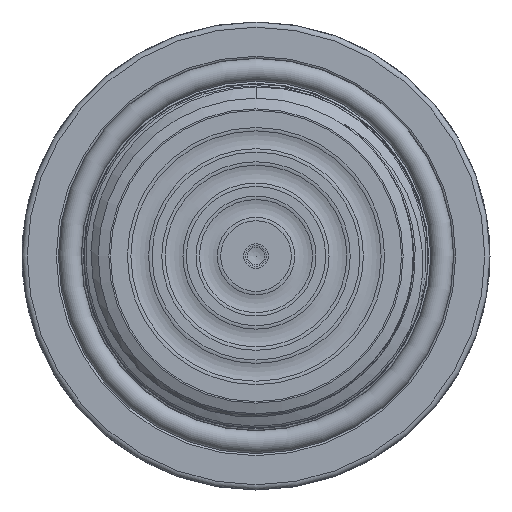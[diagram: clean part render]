
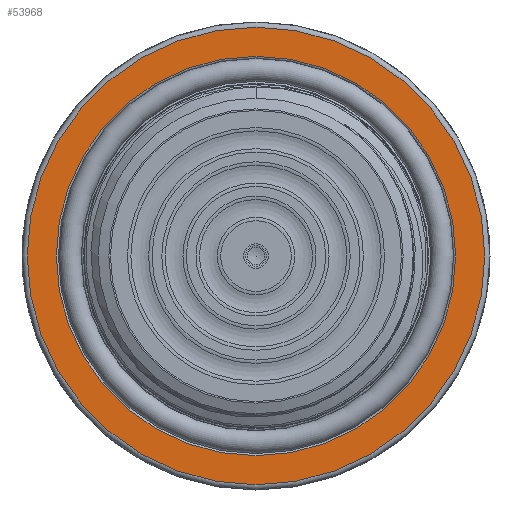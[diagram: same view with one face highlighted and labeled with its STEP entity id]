
A CAD part, left-side view. The second image highlights one B-rep face of the part: STEP entity #53968.
In plain terms, the highlighted planar face has unit normal (-1, 0, 0).
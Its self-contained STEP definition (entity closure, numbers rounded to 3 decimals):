
#3024=PLANE('',#58200);
#3099=FACE_BOUND('',#8807,.T.);
#5931=FACE_OUTER_BOUND('',#8806,.T.);
#8806=EDGE_LOOP('',(#50343));
#8807=EDGE_LOOP('',(#50344));
#9726=CIRCLE('',#58198,19.2);
#9728=CIRCLE('',#58201,22.);
#25826=VERTEX_POINT('',#127379);
#25827=VERTEX_POINT('',#127383);
#34001=EDGE_CURVE('',#25826,#25826,#9726,.T.);
#34003=EDGE_CURVE('',#25827,#25827,#9728,.T.);
#50343=ORIENTED_EDGE('',*,*,#34003,.F.);
#50344=ORIENTED_EDGE('',*,*,#34001,.T.);
#53968=ADVANCED_FACE('',(#5931,#3099),#3024,.T.);
#58198=AXIS2_PLACEMENT_3D('',#127380,#70847,#70848);
#58200=AXIS2_PLACEMENT_3D('',#127382,#70851,#70852);
#58201=AXIS2_PLACEMENT_3D('',#127384,#70853,#70854);
#70847=DIRECTION('center_axis',(1.,0.,0.));
#70848=DIRECTION('ref_axis',(0.,-1.,0.));
#70851=DIRECTION('center_axis',(-1.,0.,0.));
#70852=DIRECTION('ref_axis',(0.,1.,0.));
#70853=DIRECTION('center_axis',(1.,0.,0.));
#70854=DIRECTION('ref_axis',(0.,-1.,0.));
#127379=CARTESIAN_POINT('',(19.,19.2,0.));
#127380=CARTESIAN_POINT('Origin',(19.,0.,0.));
#127382=CARTESIAN_POINT('Origin',(19.,0.,-22.));
#127383=CARTESIAN_POINT('',(19.,0.,22.));
#127384=CARTESIAN_POINT('Origin',(19.,0.,0.));
